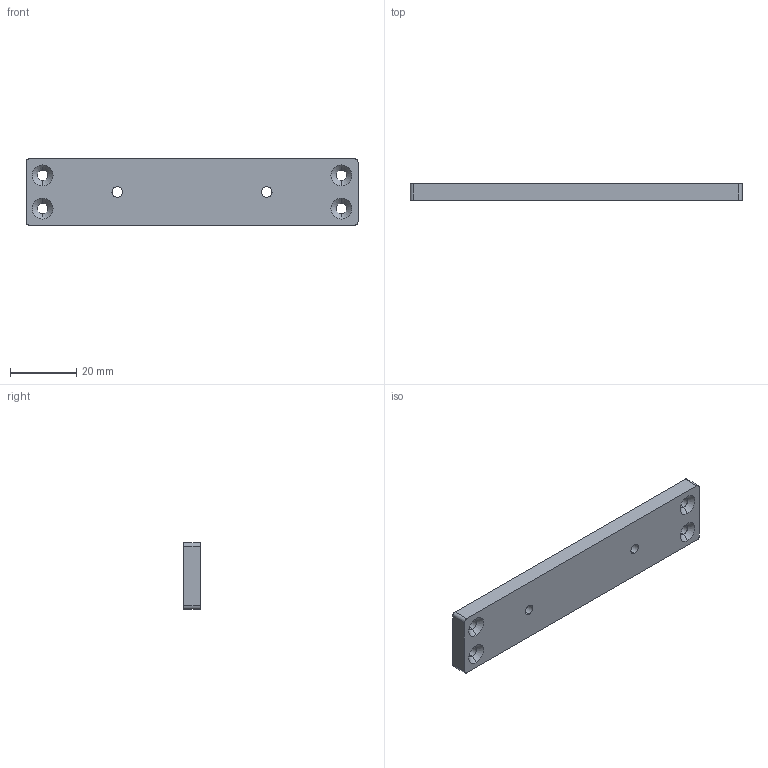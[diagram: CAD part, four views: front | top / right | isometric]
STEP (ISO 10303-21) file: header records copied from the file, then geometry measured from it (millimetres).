
FILE_DESCRIPTION (( 'STEP AP214' ), '1' );
FILE_NAME ('Camera_rear_panel.STEP', '2022-06-09T08:45:12', ( '' ), ( '' ), 'SwSTEP 2.0', 'SolidWorks 2017', '' );
FILE_SCHEMA (( 'AUTOMOTIVE_DESIGN' ));
Length unit declared in the file: millimetre
Products named in the file (1): Camera_rear_panel
Bounding box: 100 x 5 x 20 mm (x, y, z)
Volume: 9658.6 mm3; surface area: 5358.8 mm2
Topology: 1 solids, 1 shells, 34 faces, 84 edges, 52 vertices
Faces by surface type: cylinder 16, cone 12, plane 6
Entity records: 1448 total; most frequent: DIRECTION 198, CARTESIAN_POINT 171, ORIENTED_EDGE 168, EDGE_CURVE 84, AXIS2_PLACEMENT_3D 79, VERTEX_POINT 52, EDGE_LOOP 46, CIRCLE 44
